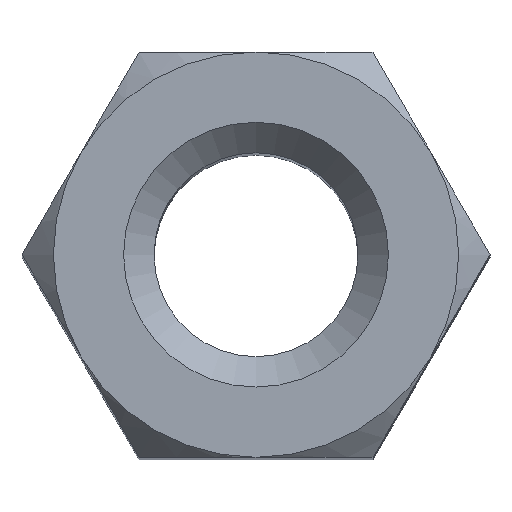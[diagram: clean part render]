
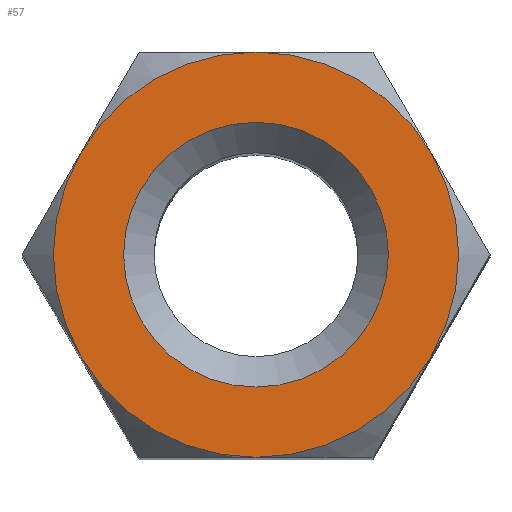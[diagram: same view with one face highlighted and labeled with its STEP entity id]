
A CAD part, top view. The second image highlights one B-rep face of the part: STEP entity #57.
In plain terms, the highlighted planar face has unit normal (0, 0, 1).
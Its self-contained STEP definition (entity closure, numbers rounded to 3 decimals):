
#57 = ADVANCED_FACE( '', ( #127, #128 ), #129, .T. );
#127 = FACE_BOUND( '', #208, .T. );
#128 = FACE_OUTER_BOUND( '', #209, .T. );
#129 = PLANE( '', #210 );
#208 = EDGE_LOOP( '', ( #302 ) );
#209 = EDGE_LOOP( '', ( #303, #304, #305, #306, #307, #308 ) );
#210 = AXIS2_PLACEMENT_3D( '', #309, #310, #311 );
#302 = ORIENTED_EDGE( '', *, *, #462, .T. );
#303 = ORIENTED_EDGE( '', *, *, #469, .F. );
#304 = ORIENTED_EDGE( '', *, *, #470, .F. );
#305 = ORIENTED_EDGE( '', *, *, #457, .F. );
#306 = ORIENTED_EDGE( '', *, *, #471, .T. );
#307 = ORIENTED_EDGE( '', *, *, #472, .F. );
#308 = ORIENTED_EDGE( '', *, *, #473, .F. );
#309 = CARTESIAN_POINT( '', ( 0., 0., 7.5 ) );
#310 = DIRECTION( '', ( 0., 0., 1. ) );
#311 = DIRECTION( '', ( 1., 0., 0. ) );
#457 = EDGE_CURVE( '', #532, #533, #534, .F. );
#462 = EDGE_CURVE( '', #541, #541, #542, .T. );
#469 = EDGE_CURVE( '', #551, #552, #553, .F. );
#470 = EDGE_CURVE( '', #533, #551, #554, .F. );
#471 = EDGE_CURVE( '', #532, #524, #555, .T. );
#472 = EDGE_CURVE( '', #556, #524, #557, .F. );
#473 = EDGE_CURVE( '', #552, #556, #558, .F. );
#524 = VERTEX_POINT( '', #629 );
#532 = VERTEX_POINT( '', #655 );
#533 = VERTEX_POINT( '', #656 );
#534 = CIRCLE( '', #657, 2. );
#541 = VERTEX_POINT( '', #676 );
#542 = CIRCLE( '', #677, 1.307 );
#551 = VERTEX_POINT( '', #691 );
#552 = VERTEX_POINT( '', #692 );
#553 = CIRCLE( '', #693, 2. );
#554 = CIRCLE( '', #694, 2. );
#555 = CIRCLE( '', #695, 2. );
#556 = VERTEX_POINT( '', #696 );
#557 = CIRCLE( '', #697, 2. );
#558 = CIRCLE( '', #698, 2. );
#629 = CARTESIAN_POINT( '', ( -1.732, 1., 7.5 ) );
#655 = CARTESIAN_POINT( '', ( 0., 2., 7.5 ) );
#656 = CARTESIAN_POINT( '', ( 1.732, 1., 7.5 ) );
#657 = AXIS2_PLACEMENT_3D( '', #856, #857, #858 );
#676 = CARTESIAN_POINT( '', ( 0., 1.307, 7.5 ) );
#677 = AXIS2_PLACEMENT_3D( '', #862, #863, #864 );
#691 = CARTESIAN_POINT( '', ( 1.732, -1., 7.5 ) );
#692 = CARTESIAN_POINT( '', ( 0., -2., 7.5 ) );
#693 = AXIS2_PLACEMENT_3D( '', #871, #872, #873 );
#694 = AXIS2_PLACEMENT_3D( '', #874, #875, #876 );
#695 = AXIS2_PLACEMENT_3D( '', #877, #878, #879 );
#696 = CARTESIAN_POINT( '', ( -1.732, -1., 7.5 ) );
#697 = AXIS2_PLACEMENT_3D( '', #880, #881, #882 );
#698 = AXIS2_PLACEMENT_3D( '', #883, #884, #885 );
#856 = CARTESIAN_POINT( '', ( 0., 0., 7.5 ) );
#857 = DIRECTION( '', ( 0., 0., 1. ) );
#858 = DIRECTION( '', ( 1., 0., 0. ) );
#862 = CARTESIAN_POINT( '', ( 0., 0., 7.5 ) );
#863 = DIRECTION( '', ( 0., 0., -1. ) );
#864 = DIRECTION( '', ( 0., 1., 0. ) );
#871 = CARTESIAN_POINT( '', ( 0., 0., 7.5 ) );
#872 = DIRECTION( '', ( 0., 0., 1. ) );
#873 = DIRECTION( '', ( 1., 0., 0. ) );
#874 = CARTESIAN_POINT( '', ( 0., 0., 7.5 ) );
#875 = DIRECTION( '', ( 0., 0., 1. ) );
#876 = DIRECTION( '', ( 1., 0., 0. ) );
#877 = CARTESIAN_POINT( '', ( 0., 0., 7.5 ) );
#878 = DIRECTION( '', ( 0., 0., 1. ) );
#879 = DIRECTION( '', ( 1., 0., 0. ) );
#880 = CARTESIAN_POINT( '', ( 0., 0., 7.5 ) );
#881 = DIRECTION( '', ( 0., 0., 1. ) );
#882 = DIRECTION( '', ( 1., 0., 0. ) );
#883 = CARTESIAN_POINT( '', ( 0., 0., 7.5 ) );
#884 = DIRECTION( '', ( 0., 0., 1. ) );
#885 = DIRECTION( '', ( 1., 0., 0. ) );
